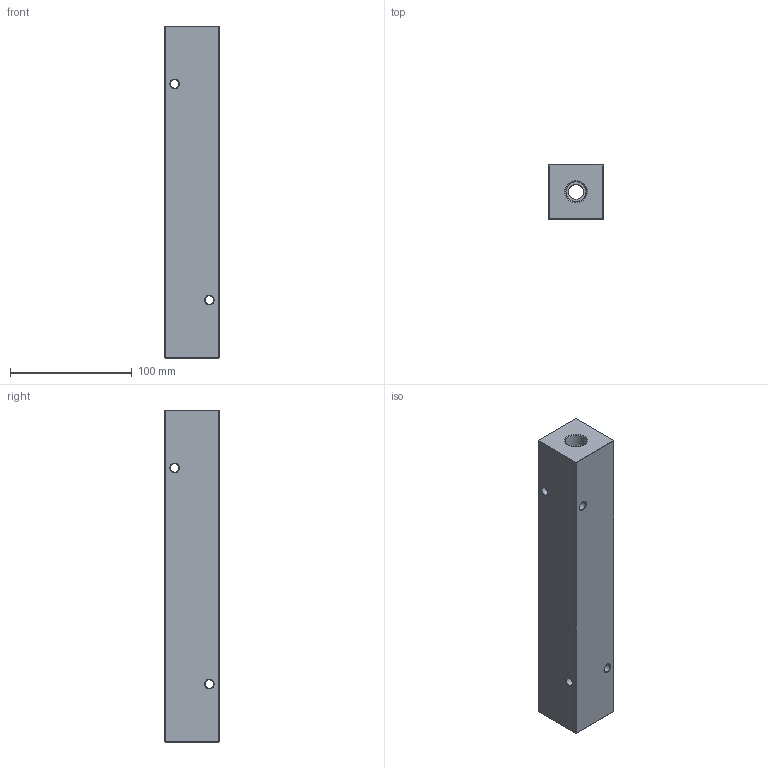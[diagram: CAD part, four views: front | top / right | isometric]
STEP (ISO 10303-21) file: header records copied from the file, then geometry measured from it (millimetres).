
FILE_DESCRIPTION (( 'STEP AP203' ), '1' );
FILE_NAME ('HM-6-90-P-6-4.STEP', '2020-10-29T20:25:57', ( '' ), ( '' ), 'SwSTEP 2.0', 'SolidWorks 2019', '' );
FILE_SCHEMA (( 'CONFIG_CONTROL_DESIGN' ));
Length unit declared in the file: inch
Products named in the file (1): HM-6-90-P-6-4
Bounding box: 44.45 x 44.45 x 273.05 mm (x, y, z)
Volume: 471644.2 mm3; surface area: 71876.3 mm2
Topology: 1 solids, 1 shells, 532 faces, 1391 edges, 906 vertices
Faces by surface type: plane 256, bspline 186, cone 48, cylinder 42
Entity records: 26126 total; most frequent: CARTESIAN_POINT 14214, ORIENTED_EDGE 2782, DIRECTION 1779, EDGE_CURVE 1391, VERTEX_POINT 906, LINE 837, VECTOR 837, EDGE_LOOP 615
